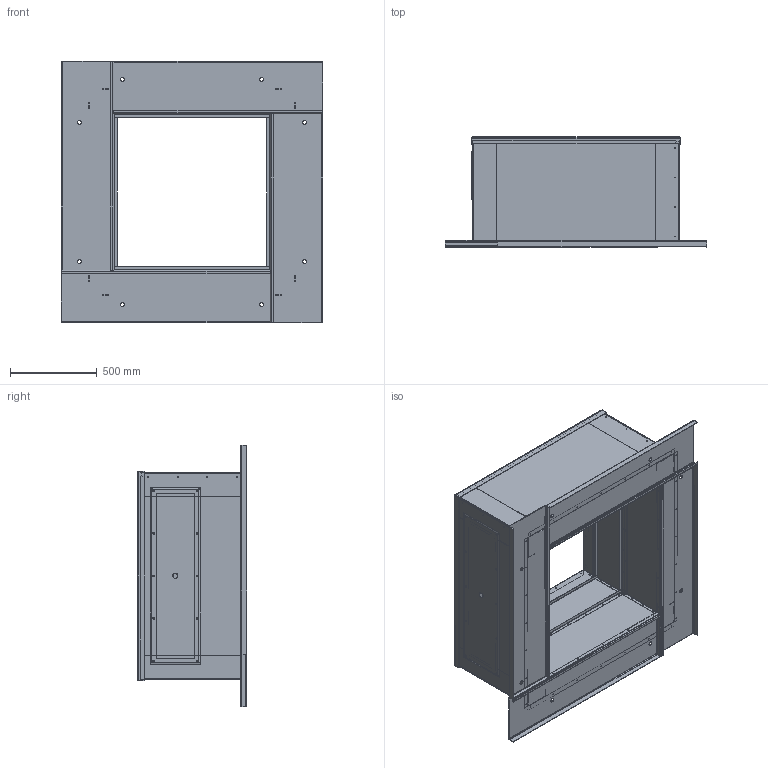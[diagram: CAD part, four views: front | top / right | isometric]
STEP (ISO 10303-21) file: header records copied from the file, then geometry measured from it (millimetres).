
FILE_DESCRIPTION(('STEP AP203'), '1');
FILE_NAME('捈 900', '', ('UNSPECIFIED'), ('UNSPECIFIED'), 'ASCON STEP Converter 1.3', 'ASCON Math Kernel', '');
FILE_SCHEMA(('CONFIG_CONTROL_DESIGN'));
Length unit declared in the file: millimetre
Bounding box: 1505 x 632 x 1505 mm (x, y, z)
Volume: 16561026.7 mm3; surface area: 17138404.4 mm2
Topology: 6 solids, 6 shells, 1208 faces, 3097 edges, 1868 vertices
Faces by surface type: plane 726, cylinder 450, bspline 32
Full cylindrical faces by diameter (mm): 5 x182, 6.5 x20, 9.3 x45, 16 x4, 22 x8, 28 x1, 30 x2
Entity records: 47799 total; most frequent: CARTESIAN_POINT 8532, DIRECTION 5957, ORIENTED_EDGE 5670, EDGE_CURVE 2835, AXIS2_PLACEMENT_3D 2033, EDGE_LOOP 1983, LINE 1891, VECTOR 1891
